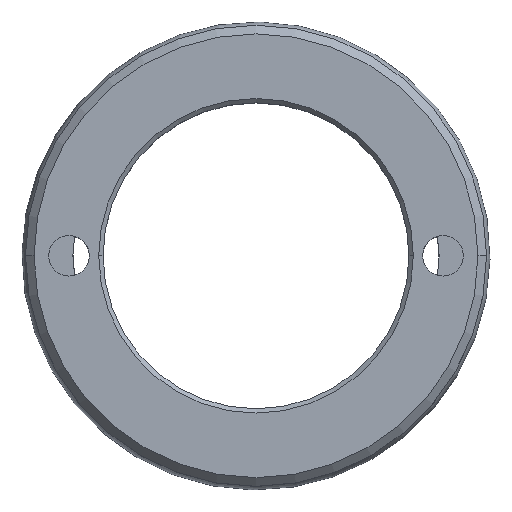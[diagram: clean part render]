
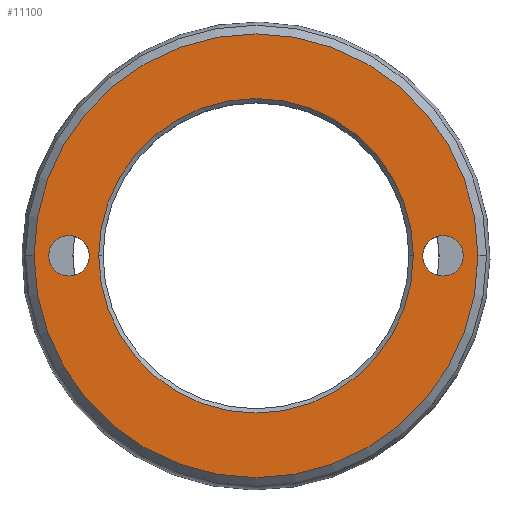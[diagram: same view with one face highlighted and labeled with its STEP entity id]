
A CAD part, top view. The second image highlights one B-rep face of the part: STEP entity #11100.
In plain terms, the highlighted planar face has unit normal (0, 0, 1).
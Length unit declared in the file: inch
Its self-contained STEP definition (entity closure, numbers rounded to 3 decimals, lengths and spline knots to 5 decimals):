
#697 = CARTESIAN_POINT ( 'NONE',  ( -0.1935, 0., 0.27453 ) ) ;
#701 = DIRECTION ( 'NONE',  ( 1., 0., 0. ) ) ;
#740 = DIRECTION ( 'NONE',  ( 0., 0., 1. ) ) ;
#779 = EDGE_CURVE ( 'NONE', #6045, #12011, #1727, .T. ) ;
#885 = ORIENTED_EDGE ( 'NONE', *, *, #779, .F. ) ;
#1171 = VERTEX_POINT ( 'NONE', #2844 ) ;
#1244 = AXIS2_PLACEMENT_3D ( 'NONE', #17982, #9314, #701 ) ;
#1295 = DIRECTION ( 'NONE',  ( 0., 0., 1. ) ) ;
#1482 = EDGE_CURVE ( 'NONE', #4795, #15689, #13149, .T. ) ;
#1646 = CARTESIAN_POINT ( 'NONE',  ( -0.217, 0., 0.27453 ) ) ;
#1658 = CARTESIAN_POINT ( 'NONE',  ( 0., 0., 0.27453 ) ) ;
#1727 = CIRCLE ( 'NONE', #5098, 0.0235 ) ;
#2160 = CARTESIAN_POINT ( 'NONE',  ( -0.2575, 0., 0.27453 ) ) ;
#2204 = AXIS2_PLACEMENT_3D ( 'NONE', #9894, #1295, #11346 ) ;
#2291 = FACE_BOUND ( 'NONE', #11778, .T. ) ;
#2749 = FACE_OUTER_BOUND ( 'NONE', #6268, .T. ) ;
#2844 = CARTESIAN_POINT ( 'NONE',  ( 0.2405, 0., 0.27453 ) ) ;
#2886 = DIRECTION ( 'NONE',  ( 0., 0., 1. ) ) ;
#2975 = DIRECTION ( 'NONE',  ( 0., 0., 1. ) ) ;
#3092 = DIRECTION ( 'NONE',  ( 1., 0., 0. ) ) ;
#3098 = DIRECTION ( 'NONE',  ( 1., 0., 0. ) ) ;
#3617 = ORIENTED_EDGE ( 'NONE', *, *, #9287, .T. ) ;
#4035 = PLANE ( 'NONE',  #2204 ) ;
#4460 = CARTESIAN_POINT ( 'NONE',  ( 0.2575, 0., 0.27453 ) ) ;
#4635 = CARTESIAN_POINT ( 'NONE',  ( 0., 0., 0.27453 ) ) ;
#4744 = CARTESIAN_POINT ( 'NONE',  ( 0., 0., 0.27453 ) ) ;
#4795 = VERTEX_POINT ( 'NONE', #4460 ) ;
#4969 = EDGE_CURVE ( 'NONE', #5865, #1171, #17512, .T. ) ;
#5098 = AXIS2_PLACEMENT_3D ( 'NONE', #11593, #2975, #13023 ) ;
#5865 = VERTEX_POINT ( 'NONE', #14357 ) ;
#6045 = VERTEX_POINT ( 'NONE', #697 ) ;
#6093 = DIRECTION ( 'NONE',  ( 1., 0., 0. ) ) ;
#6103 = AXIS2_PLACEMENT_3D ( 'NONE', #1658, #11716, #3098 ) ;
#6107 = FACE_BOUND ( 'NONE', #14100, .T. ) ;
#6209 = DIRECTION ( 'NONE',  ( 1., 0., 0. ) ) ;
#6268 = EDGE_LOOP ( 'NONE', ( #14950, #15433 ) ) ;
#6498 = VERTEX_POINT ( 'NONE', #10990 ) ;
#6967 = AXIS2_PLACEMENT_3D ( 'NONE', #1646, #11708, #3092 ) ;
#7150 = EDGE_CURVE ( 'NONE', #15689, #4795, #17018, .T. ) ;
#8683 = EDGE_LOOP ( 'NONE', ( #885, #13403 ) ) ;
#9287 = EDGE_CURVE ( 'NONE', #6498, #15660, #11281, .T. ) ;
#9314 = DIRECTION ( 'NONE',  ( 0., 0., 1. ) ) ;
#9355 = CARTESIAN_POINT ( 'NONE',  ( 0., 0., 0.27453 ) ) ;
#9894 = CARTESIAN_POINT ( 'NONE',  ( 0., 0., 0.27453 ) ) ;
#9939 = FACE_BOUND ( 'NONE', #8683, .T. ) ;
#10812 = DIRECTION ( 'NONE',  ( 1., 0., 0. ) ) ;
#10990 = CARTESIAN_POINT ( 'NONE',  ( 0.1825, 0., 0.27453 ) ) ;
#11100 = ADVANCED_FACE ( 'NONE', ( #2291, #2749, #6107, #9939 ), #4035, .T. ) ;
#11281 = CIRCLE ( 'NONE', #14734, 0.1825 ) ;
#11346 = DIRECTION ( 'NONE',  ( 1., 0., 0. ) ) ;
#11490 = CARTESIAN_POINT ( 'NONE',  ( 0.217, 0., 0.27453 ) ) ;
#11593 = CARTESIAN_POINT ( 'NONE',  ( -0.217, 0., 0.27453 ) ) ;
#11708 = DIRECTION ( 'NONE',  ( 0., 0., 1. ) ) ;
#11716 = DIRECTION ( 'NONE',  ( 0., 0., 1. ) ) ;
#11778 = EDGE_LOOP ( 'NONE', ( #3617, #18293 ) ) ;
#12011 = VERTEX_POINT ( 'NONE', #15726 ) ;
#12234 = CARTESIAN_POINT ( 'NONE',  ( -0.1825, 0., 0.27453 ) ) ;
#12940 = DIRECTION ( 'NONE',  ( 1., 0., 0. ) ) ;
#13023 = DIRECTION ( 'NONE',  ( 1., 0., 0. ) ) ;
#13149 = CIRCLE ( 'NONE', #17962, 0.2575 ) ;
#13403 = ORIENTED_EDGE ( 'NONE', *, *, #17918, .F. ) ;
#13544 = EDGE_CURVE ( 'NONE', #1171, #5865, #18119, .T. ) ;
#13708 = AXIS2_PLACEMENT_3D ( 'NONE', #4635, #14739, #6093 ) ;
#14100 = EDGE_LOOP ( 'NONE', ( #16323, #16207 ) ) ;
#14357 = CARTESIAN_POINT ( 'NONE',  ( 0.1935, 0., 0.27453 ) ) ;
#14692 = CIRCLE ( 'NONE', #13708, 0.1825 ) ;
#14734 = AXIS2_PLACEMENT_3D ( 'NONE', #4744, #14842, #6209 ) ;
#14739 = DIRECTION ( 'NONE',  ( 0., 0., -1. ) ) ;
#14842 = DIRECTION ( 'NONE',  ( 0., 0., -1. ) ) ;
#14950 = ORIENTED_EDGE ( 'NONE', *, *, #7150, .T. ) ;
#15433 = ORIENTED_EDGE ( 'NONE', *, *, #1482, .T. ) ;
#15660 = VERTEX_POINT ( 'NONE', #12234 ) ;
#15689 = VERTEX_POINT ( 'NONE', #2160 ) ;
#15726 = CARTESIAN_POINT ( 'NONE',  ( -0.2405, 0., 0.27453 ) ) ;
#16109 = AXIS2_PLACEMENT_3D ( 'NONE', #11490, #2886, #12940 ) ;
#16207 = ORIENTED_EDGE ( 'NONE', *, *, #4969, .F. ) ;
#16323 = ORIENTED_EDGE ( 'NONE', *, *, #13544, .F. ) ;
#16613 = EDGE_CURVE ( 'NONE', #15660, #6498, #14692, .T. ) ;
#17018 = CIRCLE ( 'NONE', #6103, 0.2575 ) ;
#17512 = CIRCLE ( 'NONE', #1244, 0.0235 ) ;
#17918 = EDGE_CURVE ( 'NONE', #12011, #6045, #18443, .T. ) ;
#17962 = AXIS2_PLACEMENT_3D ( 'NONE', #9355, #740, #10812 ) ;
#17982 = CARTESIAN_POINT ( 'NONE',  ( 0.217, 0., 0.27453 ) ) ;
#18119 = CIRCLE ( 'NONE', #16109, 0.0235 ) ;
#18293 = ORIENTED_EDGE ( 'NONE', *, *, #16613, .T. ) ;
#18443 = CIRCLE ( 'NONE', #6967, 0.0235 ) ;
